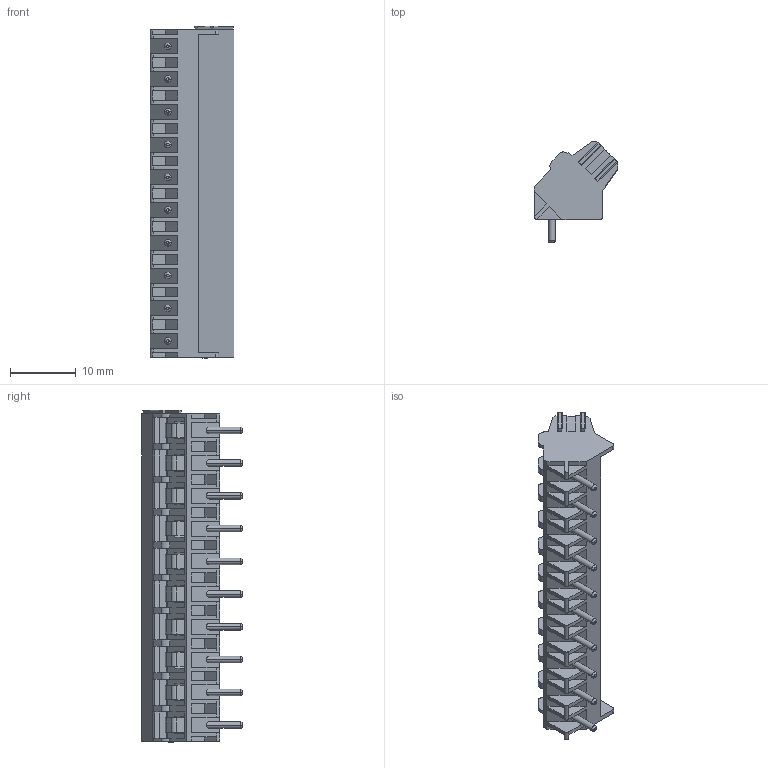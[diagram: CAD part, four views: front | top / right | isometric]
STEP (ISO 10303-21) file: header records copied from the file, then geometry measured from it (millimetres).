
FILE_DESCRIPTION((''),'2;1');
FILE_NAME('TL240','2024-11-13T',('yanfa'),(''),'PRO/ENGINEER BY PARAMETRIC TECHNOLOGY CORPORATION, 2009280','PRO/ENGINEER BY PARAMETRIC TECHNOLOGY CORPORATION, 2009280','');
FILE_SCHEMA(('AUTOMOTIVE_DESIGN_CC2 { 1 2 10303 214 -1 1 5 2 }'));
Length unit declared in the file: millimetre
Products named in the file (1): TL240
Bounding box: 12.8 x 15.4 x 50.68 mm (x, y, z)
Volume: 3801.9 mm3; surface area: 4367.3 mm2
Topology: 1 solids, 1 shells, 948 faces, 2715 edges, 1790 vertices
Faces by surface type: plane 596, cylinder 252, torus 40, cone 40, bspline 20
Entity records: 31822 total; most frequent: CARTESIAN_POINT 6573, ORIENTED_EDGE 5430, DIRECTION 5175, EDGE_CURVE 2715, VECTOR 1871, LINE 1871, VERTEX_POINT 1790, AXIS2_PLACEMENT_3D 1652
